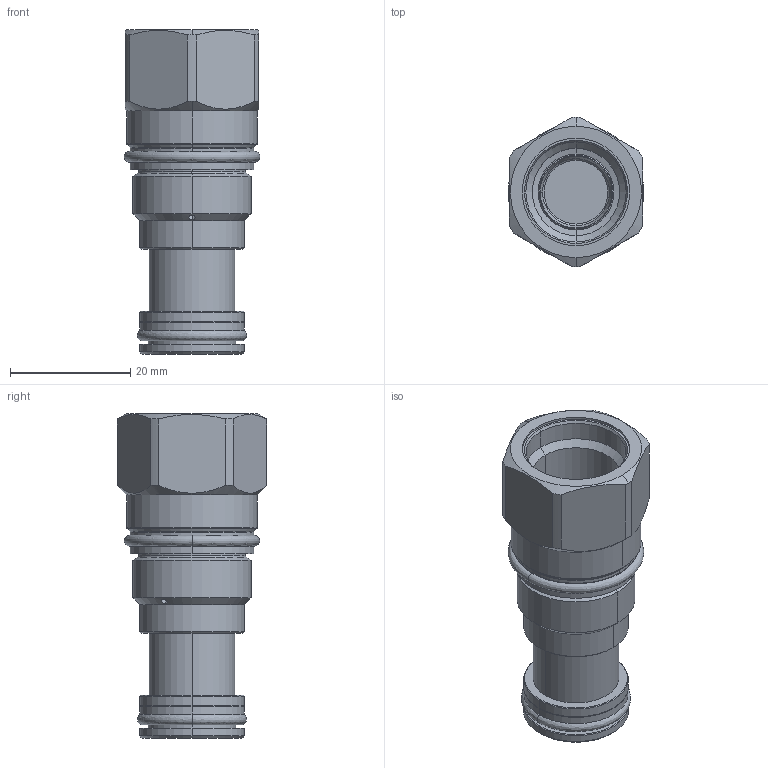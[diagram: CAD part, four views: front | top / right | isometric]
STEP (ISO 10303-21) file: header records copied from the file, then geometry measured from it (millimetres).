
FILE_DESCRIPTION((''),'2;1');
FILE_NAME('XGAA-8XN_PRT','2014-05-22T',('Administrator'),(''),'PRO/ENGINEER BY PARAMETRIC TECHNOLOGY CORPORATION, 2006240','PRO/ENGINEER BY PARAMETRIC TECHNOLOGY CORPORATION, 2006240','');
FILE_SCHEMA(('CONFIG_CONTROL_DESIGN'));
Length unit declared in the file: inch
Products named in the file (1): XGAA-8XN_PRT
Bounding box: 22.55 x 24.84 x 54 mm (x, y, z)
Volume: 12997.7 mm3; surface area: 6135.7 mm2
Topology: 3 solids, 4 shells, 136 faces, 301 edges, 182 vertices
Faces by surface type: cylinder 52, cone 34, plane 24, torus 18, revolution 8
Entity records: 4606 total; most frequent: CARTESIAN_POINT 1535, DIRECTION 668, ORIENTED_EDGE 602, EDGE_CURVE 301, AXIS2_PLACEMENT_3D 287, VERTEX_POINT 182, CIRCLE 159, EDGE_LOOP 151
